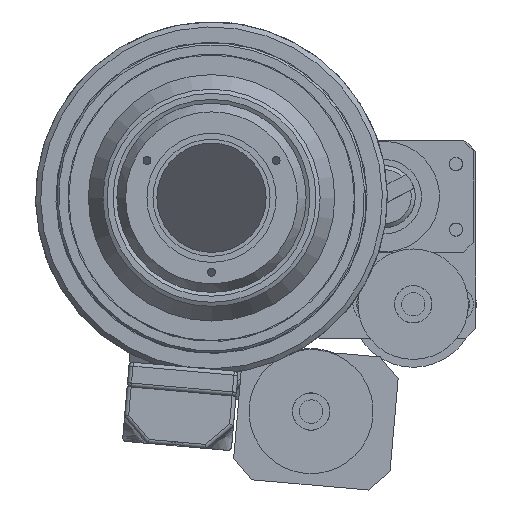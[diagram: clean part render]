
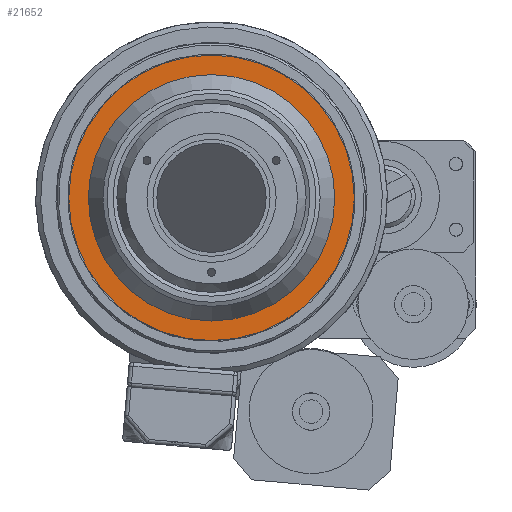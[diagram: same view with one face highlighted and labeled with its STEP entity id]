
A CAD part, left-side view. The second image highlights one B-rep face of the part: STEP entity #21652.
In plain terms, the highlighted planar face has unit normal (-1, 0, 0).
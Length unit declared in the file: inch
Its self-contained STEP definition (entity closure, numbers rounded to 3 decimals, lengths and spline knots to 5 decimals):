
#21618=CARTESIAN_POINT('',(0.437,0.62,0.0));
#21619=VERTEX_POINT('',#21618);
#21620=CARTESIAN_POINT('',(0.437,0.0,0.0));
#21621=DIRECTION('',(1.0,0.0,0.0));
#21622=DIRECTION('',(0.0,1.0,0.0));
#21623=AXIS2_PLACEMENT_3D('',#21620,#21621,#21622);
#21624=CIRCLE('',#21623,0.62);
#21625=EDGE_CURVE('',#21619,#21619,#21624,.T.);
#21633=CARTESIAN_POINT('',(0.437,0.66925,0.0));
#21634=DIRECTION('',(-1.0,0.0,0.0));
#21635=DIRECTION('',(0.0,0.0,1.0));
#21636=AXIS2_PLACEMENT_3D('',#21633,#21634,#21635);
#21637=PLANE('',#21636);
#21638=CARTESIAN_POINT('',(0.437,0.7185,0.0));
#21639=VERTEX_POINT('',#21638);
#21640=CARTESIAN_POINT('',(0.437,0.0,0.0));
#21641=DIRECTION('',(1.0,0.0,0.0));
#21642=DIRECTION('',(0.0,1.0,0.0));
#21643=AXIS2_PLACEMENT_3D('',#21640,#21641,#21642);
#21644=CIRCLE('',#21643,0.7185);
#21645=EDGE_CURVE('',#21639,#21639,#21644,.T.);
#21646=ORIENTED_EDGE('',*,*,#21645,.F.);
#21647=EDGE_LOOP('',(#21646));
#21648=FACE_OUTER_BOUND('',#21647,.T.);
#21649=ORIENTED_EDGE('',*,*,#21625,.T.);
#21650=EDGE_LOOP('',(#21649));
#21651=FACE_BOUND('',#21650,.T.);
#21652=ADVANCED_FACE('',(#21648,#21651),#21637,.T.);
